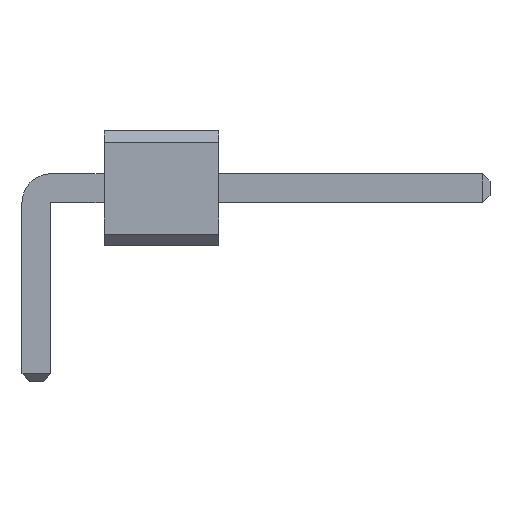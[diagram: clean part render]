
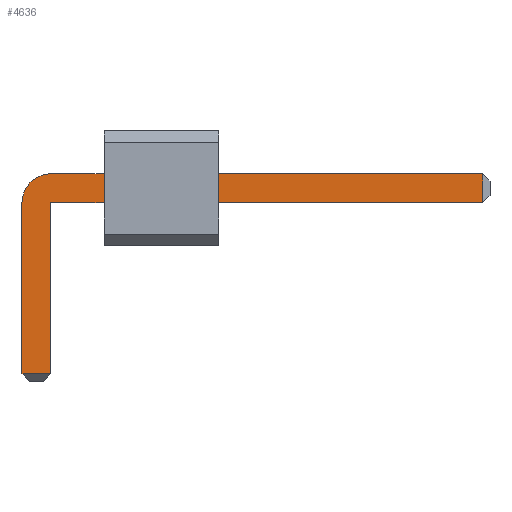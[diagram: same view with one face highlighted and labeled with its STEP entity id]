
A CAD part, front view. The second image highlights one B-rep face of the part: STEP entity #4636.
In plain terms, the highlighted planar face has unit normal (0, -1, 0).
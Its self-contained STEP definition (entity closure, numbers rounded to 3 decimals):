
#13=DIRECTION('',(0.,0.,1.));
#2095=VECTOR('',#13,1.);
#4436=VECTOR('',#4437,1.);
#4437=DIRECTION('',(1.,0.,0.));
#4443=VECTOR('',#4444,1.);
#4444=DIRECTION('',(0.,0.,-1.));
#4451=VECTOR('',#4452,1.);
#4452=DIRECTION('',(-1.,0.,0.));
#4473=DIRECTION('',(-0.,1.,0.));
#4477=DIRECTION('',(0.,1.,0.));
#4478=DIRECTION('',(1.,0.,0.));
#4485=VERTEX_POINT('',#4486);
#4486=CARTESIAN_POINT('',(0.32,-89.22,1.59));
#4488=ORIENTED_EDGE('',*,*,#4489,.T.);
#4489=EDGE_CURVE('',#4485,#4490,#4492,.T.);
#4490=VERTEX_POINT('',#4491);
#4491=CARTESIAN_POINT('',(9.88,-89.22,1.59));
#4492=LINE('',#4493,#4436);
#4493=CARTESIAN_POINT('',(-0.32,-89.22,1.59));
#4531=EDGE_CURVE('',#4532,#4485,#4534,.T.);
#4532=VERTEX_POINT('',#4533);
#4533=CARTESIAN_POINT('',(-0.32,-89.22,0.95));
#4534=CIRCLE('',#4535,0.64);
#4535=AXIS2_PLACEMENT_3D('',#4536,#4473,#4444);
#4536=CARTESIAN_POINT('',(0.32,-89.22,0.95));
#4548=VERTEX_POINT('',#4549);
#4549=CARTESIAN_POINT('',(9.88,-89.22,0.95));
#4551=ORIENTED_EDGE('',*,*,#4552,.T.);
#4552=EDGE_CURVE('',#4548,#4553,#4554,.T.);
#4553=VERTEX_POINT('',#4536);
#4554=LINE('',#4555,#4451);
#4555=CARTESIAN_POINT('',(10.04,-89.22,0.95));
#4567=VERTEX_POINT('',#4568);
#4568=CARTESIAN_POINT('',(-0.32,-89.22,-2.84));
#4570=ORIENTED_EDGE('',*,*,#4571,.T.);
#4571=EDGE_CURVE('',#4567,#4532,#4572,.T.);
#4572=LINE('',#4573,#2095);
#4573=CARTESIAN_POINT('',(-0.32,-89.22,-3.));
#4581=ORIENTED_EDGE('',*,*,#4582,.T.);
#4582=EDGE_CURVE('',#4553,#4583,#4585,.T.);
#4583=VERTEX_POINT('',#4584);
#4584=CARTESIAN_POINT('',(0.32,-89.22,-2.84));
#4585=LINE('',#4536,#4443);
#4636=ADVANCED_FACE('',(#4637),#4646,.F.);
#4637=FACE_BOUND('',#4638,.F.);
#4638=EDGE_LOOP('',(#4488,#4639,#4551,#4581,#4642,#4570,#4645));
#4639=ORIENTED_EDGE('',*,*,#4640,.T.);
#4640=EDGE_CURVE('',#4490,#4548,#4641,.T.);
#4641=LINE('',#4491,#4443);
#4642=ORIENTED_EDGE('',*,*,#4643,.T.);
#4643=EDGE_CURVE('',#4583,#4567,#4644,.T.);
#4644=LINE('',#4584,#4451);
#4645=ORIENTED_EDGE('',*,*,#4531,.T.);
#4646=PLANE('',#4647);
#4647=AXIS2_PLACEMENT_3D('',#4648,#4477,#4478);
#4648=CARTESIAN_POINT('',(3.576,-89.22,0.579));
